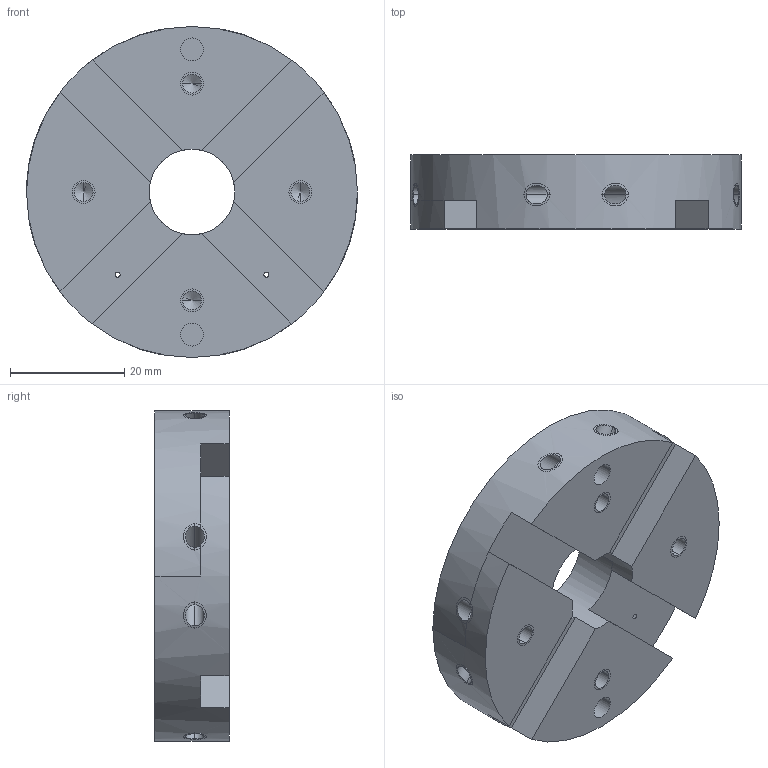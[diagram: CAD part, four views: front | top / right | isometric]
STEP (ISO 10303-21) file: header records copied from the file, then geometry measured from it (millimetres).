
FILE_DESCRIPTION((''),'2;1');
FILE_NAME('MG0013A0','2025-05-07T17:48:13',('sduddu'),(''),'CREO PARAMETRIC BY PTC INC, 2023014','CREO PARAMETRIC BY PTC INC, 2023014','');
FILE_SCHEMA(('AUTOMOTIVE_DESIGN { 1 0 10303 214 1 1 1 1 }'));
Length unit declared in the file: millimetre
Products named in the file (1): MG0013A0
Bounding box: 58 x 13 x 58 mm (x, y, z)
Volume: 27225.6 mm3; surface area: 11252.5 mm2
Topology: 1 solids, 19 shells, 159 faces, 418 edges, 264 vertices
Faces by surface type: cylinder 84, plane 39, cone 36
Entity records: 8800 total; most frequent: CARTESIAN_POINT 1310, DIRECTION 935, ORIENTED_EDGE 696, PRESENTATION_STYLE_ASSIGNMENT 430, STYLED_ITEM 430, CURVE_STYLE 411, EDGE_CURVE 386, AXIS2_PLACEMENT_3D 378
